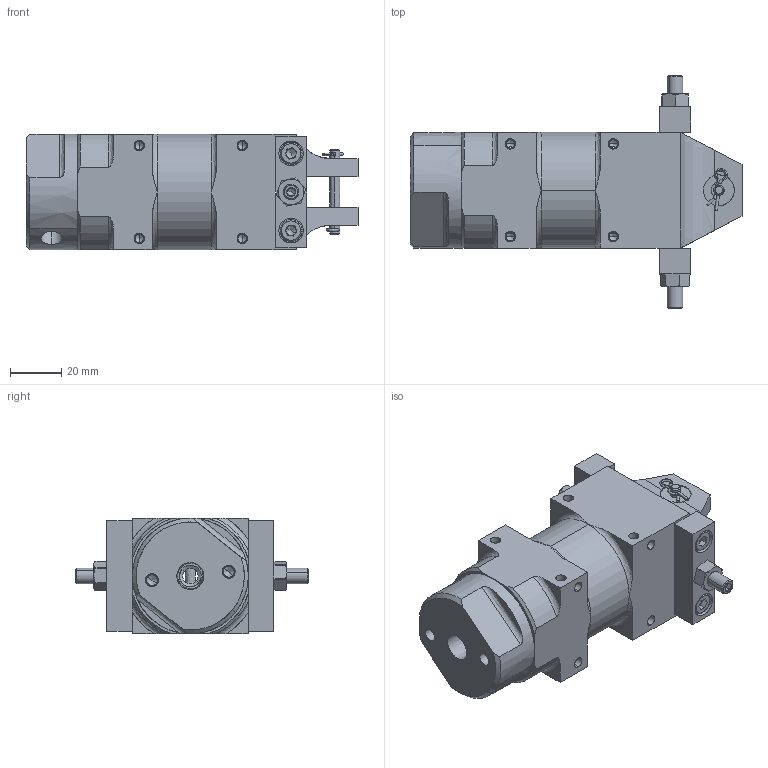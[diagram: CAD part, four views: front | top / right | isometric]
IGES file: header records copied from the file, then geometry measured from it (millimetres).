
Start section: SolidWorks IGES file using analytic representation for surfaces
Global section: file name: GT-NS20H-1.IGS; native system: SolidWorks 2010; preprocessor: SolidWorks 2010; author: NP3-10; date: 200605.075001; units: millimetre
Bounding box: 129 x 90.53 x 45 mm (x, y, z)
Surface area: 53740.2 mm2 (no closed solid volume)
Topology: 0 solids, 0 shells, 525 faces, 7941 edges, 7893 vertices
Faces by surface type: revolution 307, bspline 218
